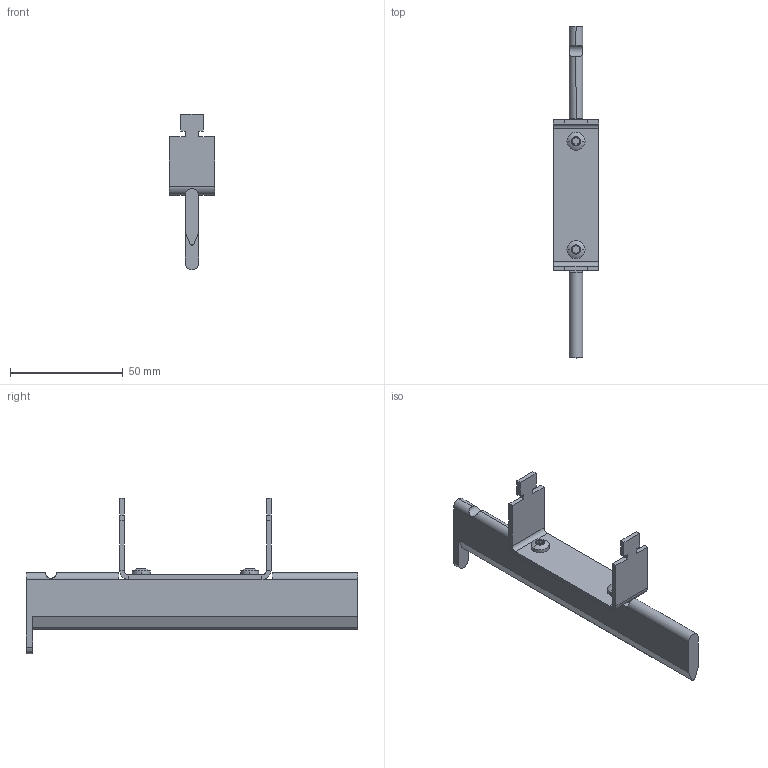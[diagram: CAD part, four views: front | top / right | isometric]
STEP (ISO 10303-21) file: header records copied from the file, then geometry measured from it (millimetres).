
FILE_DESCRIPTION(('STEP AP214'),'1');
FILE_NAME('cctmp_23C157F6-168A-4D93-8C70-EA8CD753DF06_2023_04_14_19_13_28_0367..stp','2023-04-14T17:13:28',('SIEMENS A&D'),('CADClick - www.CADClick.com'),'Spatial InterOp 3D postprocessed',' ','unknown authorization');
FILE_SCHEMA(('AUTOMOTIVE_DESIGN'));
Length unit declared in the file: millimetre
Products named in the file (1): 2023_04_14_19_13_28_0367
Bounding box: 20 x 147 x 69 mm (x, y, z)
Volume: 23823.2 mm3; surface area: 13363.9 mm2
Topology: 1 solids, 1 shells, 115 faces, 307 edges, 196 vertices
Faces by surface type: plane 60, cylinder 51, torus 4
Entity records: 6144 total; most frequent: CARTESIAN_POINT 809, DIRECTION 655, STYLED_ITEM 619, PRESENTATION_STYLE_ASSIGNMENT 619, ORIENTED_EDGE 614, EDGE_CURVE 307, CURVE_STYLE 307, DRAUGHTING_PRE_DEFINED_CURVE_FONT 307
